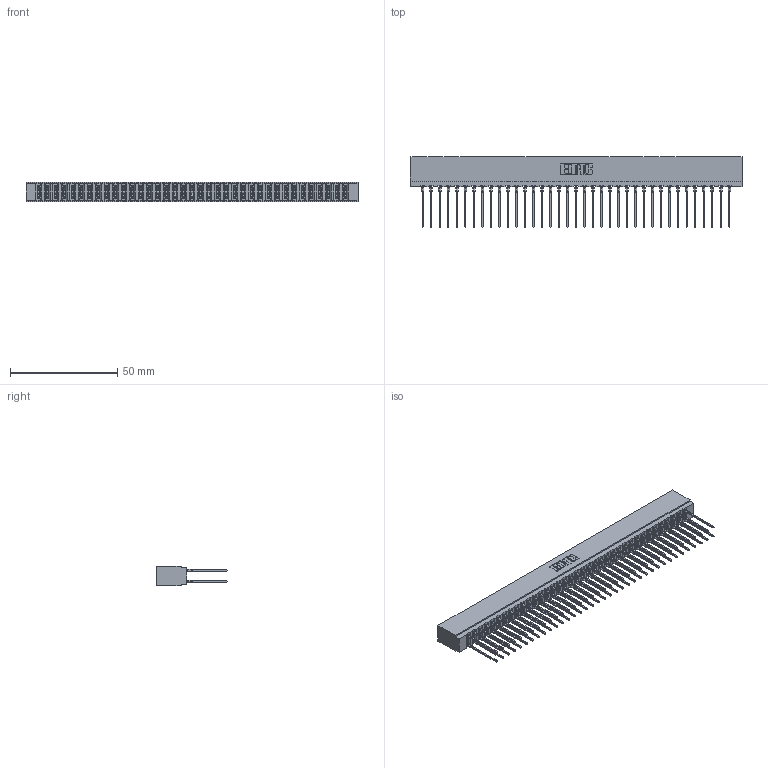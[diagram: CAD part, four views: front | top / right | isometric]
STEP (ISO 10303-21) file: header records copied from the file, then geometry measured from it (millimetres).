
FILE_DESCRIPTION (( 'STEP AP203' ), '1' );
FILE_NAME ('717-074-541-201.STEP', '2026-02-20T19:12:39', ( '' ), ( '' ), 'SwSTEP 2.0', 'SolidWorks 2023', '' );
FILE_SCHEMA (( 'CONFIG_CONTROL_DESIGN' ));
Length unit declared in the file: millimetre
Products named in the file (3): 717 Part_Insulator Option - 06; 745-292-001_541; 717-074-541-201
Assembly tree (75 placements, depth 2):
  717-074-541-201
    717 Part_Insulator Option - 06
    745-292-001_541  x74
Bounding box: 154.48 x 33.01 x 8.89 mm (x, y, z)
Volume: 13768.9 mm3; surface area: 22644.1 mm2
Topology: 75 solids, 75 shells, 6754 faces, 18159 edges, 11414 vertices
Faces by surface type: plane 3495, bspline 1480, cylinder 1335, torus 444
Entity records: 64125 total; most frequent: CARTESIAN_POINT 11635, ORIENTED_EDGE 11060, DIRECTION 9660, EDGE_CURVE 5530, VECTOR 5126, LINE 5126, VERTEX_POINT 3530, AXIS2_PLACEMENT_3D 2267
